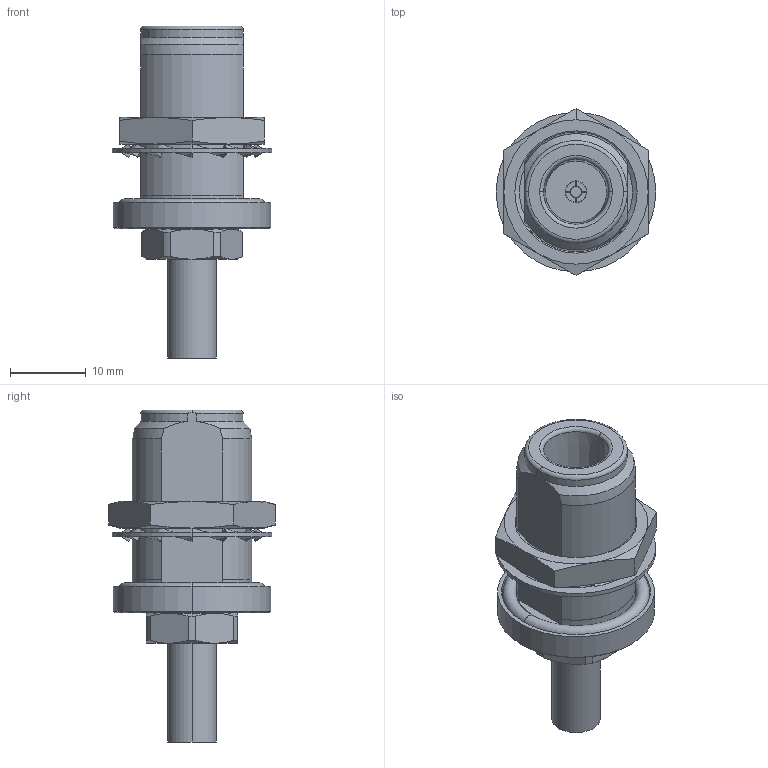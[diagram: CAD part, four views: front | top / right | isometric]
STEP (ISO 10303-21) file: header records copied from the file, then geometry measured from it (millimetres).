
FILE_DESCRIPTION (( 'STEP AP214' ), '1' );
FILE_NAME ('J01021H0088.STEP', '2016-01-26T15:29:53', ( '' ), ( '' ), 'SwSTEP 2.0', 'SolidWorks 2015', '' );
FILE_SCHEMA (( 'AUTOMOTIVE_DESIGN' ));
Length unit declared in the file: millimetre
Products named in the file (1): J01021H0088
Bounding box: 21 x 21.94 x 43.7 mm (x, y, z)
Volume: 6089.9 mm3; surface area: 4236 mm2
Topology: 3 solids, 3 shells, 212 faces, 522 edges, 325 vertices
Faces by surface type: plane 71, cone 52, cylinder 45, bspline 36, torus 8
Entity records: 9418 total; most frequent: CARTESIAN_POINT 2372, ORIENTED_EDGE 1044, DIRECTION 865, EDGE_CURVE 522, AXIS2_PLACEMENT_3D 334, VERTEX_POINT 325, EDGE_LOOP 229, UNCERTAINTY_MEASURE_WITH_UNIT 214
